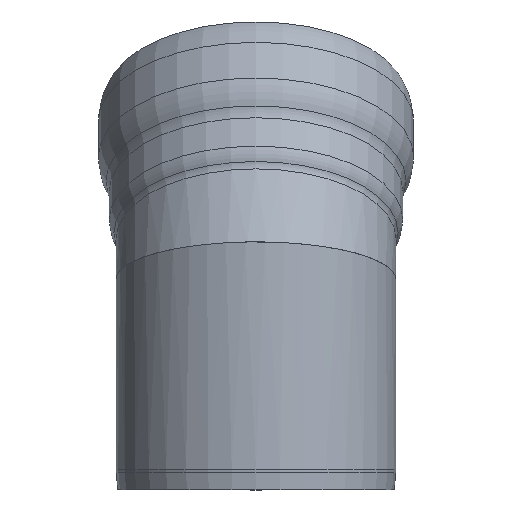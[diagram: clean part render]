
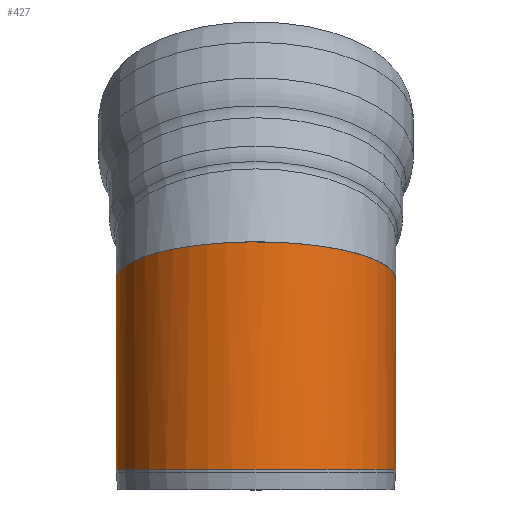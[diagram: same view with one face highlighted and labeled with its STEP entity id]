
A CAD part, left-side view. The second image highlights one B-rep face of the part: STEP entity #427.
In plain terms, the highlighted cylindrical face has radius 1095.5 mm (diameter 2191 mm), a full revolution.
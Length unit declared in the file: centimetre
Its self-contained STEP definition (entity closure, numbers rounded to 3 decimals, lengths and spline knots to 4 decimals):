
#23=CYLINDRICAL_SURFACE('',#466,109.55);
#45=LINE('',#743,#57);
#57=VECTOR('',#574,109.55);
#73=CIRCLE('',#467,109.55);
#74=CIRCLE('',#468,109.55);
#127=FACE_OUTER_BOUND('',#154,.T.);
#154=EDGE_LOOP('',(#310,#311,#312,#313,#314));
#176=ELLIPSE('',#453,113.4145,109.55);
#180=VERTEX_POINT('',#714);
#188=VERTEX_POINT('',#739);
#189=VERTEX_POINT('',#740);
#222=EDGE_CURVE('',#180,#180,#176,.T.);
#234=EDGE_CURVE('',#188,#189,#73,.T.);
#235=EDGE_CURVE('',#189,#188,#74,.T.);
#236=EDGE_CURVE('',#189,#180,#45,.T.);
#310=ORIENTED_EDGE('',*,*,#234,.F.);
#311=ORIENTED_EDGE('',*,*,#235,.F.);
#312=ORIENTED_EDGE('',*,*,#236,.T.);
#313=ORIENTED_EDGE('',*,*,#222,.T.);
#314=ORIENTED_EDGE('',*,*,#236,.F.);
#427=ADVANCED_FACE('',(#127),#23,.T.);
#453=AXIS2_PLACEMENT_3D('',#715,#539,#540);
#466=AXIS2_PLACEMENT_3D('',#738,#568,#569);
#467=AXIS2_PLACEMENT_3D('',#741,#570,#571);
#468=AXIS2_PLACEMENT_3D('',#742,#572,#573);
#539=DIRECTION('center_axis',(-0.259,0.,-0.966));
#540=DIRECTION('ref_axis',(-0.966,0.,0.259));
#568=DIRECTION('center_axis',(0.,0.,-1.));
#569=DIRECTION('ref_axis',(-1.,0.,0.));
#570=DIRECTION('center_axis',(0.,0.,-1.));
#571=DIRECTION('ref_axis',(1.,0.,0.));
#572=DIRECTION('center_axis',(0.,0.,-1.));
#573=DIRECTION('ref_axis',(1.,0.,0.));
#574=DIRECTION('',(0.,0.,1.));
#714=CARTESIAN_POINT('',(1337.8741,-384.0055,44.4892));
#715=CARTESIAN_POINT('Origin',(1228.3241,-384.0055,73.843));
#738=CARTESIAN_POINT('Origin',(1228.3241,-384.0055,-10.657));
#739=CARTESIAN_POINT('',(1228.3241,-493.5555,-75.1571));
#740=CARTESIAN_POINT('',(1337.8741,-384.0055,-75.1571));
#741=CARTESIAN_POINT('Origin',(1228.3241,-384.0055,-75.1571));
#742=CARTESIAN_POINT('Origin',(1228.3241,-384.0055,-75.1571));
#743=CARTESIAN_POINT('',(1337.8741,-384.0055,-10.657));
